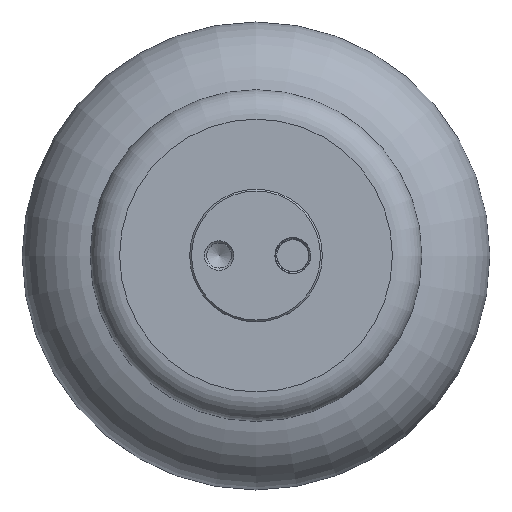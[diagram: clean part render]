
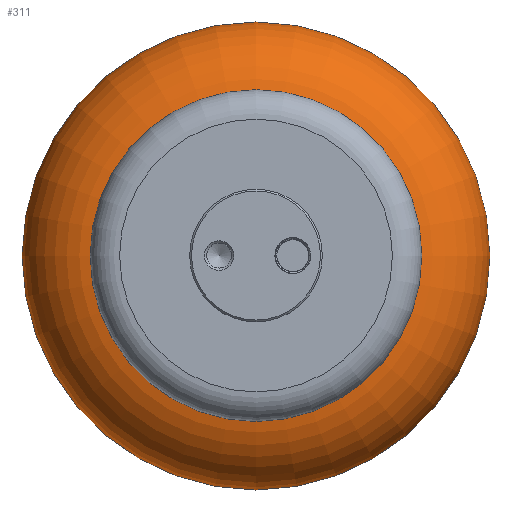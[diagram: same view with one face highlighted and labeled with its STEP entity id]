
A CAD part, top view. The second image highlights one B-rep face of the part: STEP entity #311.
In plain terms, the highlighted toroidal (fillet/blend) face has major radius 40.5 mm and minor radius 23 mm.
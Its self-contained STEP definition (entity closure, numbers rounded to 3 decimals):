
#236=TOROIDAL_SURFACE('',#1158,40.5,23.);
#311=ADVANCED_FACE('',(#462,#463),#236,.T.);
#462=FACE_BOUND('',#609,.T.);
#463=FACE_BOUND('',#610,.T.);
#609=EDGE_LOOP('',(#771));
#610=EDGE_LOOP('',(#772));
#771=ORIENTED_EDGE('',*,*,#948,.F.);
#772=ORIENTED_EDGE('',*,*,#949,.T.);
#862=VERTEX_POINT('',#6469);
#863=VERTEX_POINT('',#6472);
#948=EDGE_CURVE('',#862,#862,#1021,.T.);
#949=EDGE_CURVE('',#863,#863,#1022,.T.);
#1021=CIRCLE('',#1155,40.5);
#1022=CIRCLE('',#1157,40.5);
#1155=AXIS2_PLACEMENT_3D('',#6468,#1430,#1431);
#1157=AXIS2_PLACEMENT_3D('',#6471,#1434,#1435);
#1158=AXIS2_PLACEMENT_3D('',#6473,#1436,#1437);
#1430=DIRECTION('',(0.,0.,1.));
#1431=DIRECTION('',(-1.,0.,0.));
#1434=DIRECTION('',(0.,0.,1.));
#1435=DIRECTION('',(-1.,0.,0.));
#1436=DIRECTION('',(0.,0.,1.));
#1437=DIRECTION('',(-1.,0.,0.));
#6468=CARTESIAN_POINT('',(0.,0.,118.));
#6469=CARTESIAN_POINT('',(-40.5,0.,118.));
#6471=CARTESIAN_POINT('',(0.,0.,72.));
#6472=CARTESIAN_POINT('',(-40.5,0.,72.));
#6473=CARTESIAN_POINT('',(0.,0.,95.));
